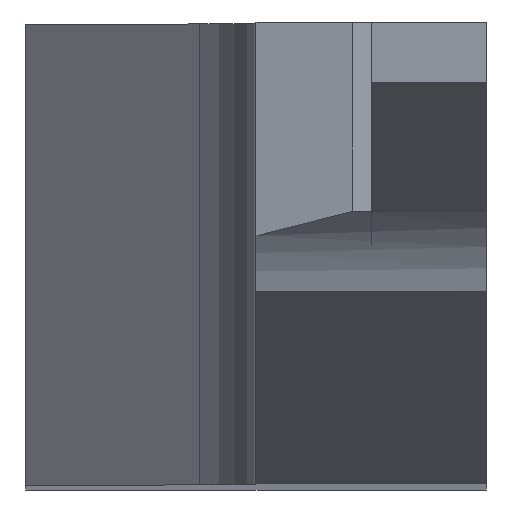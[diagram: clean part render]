
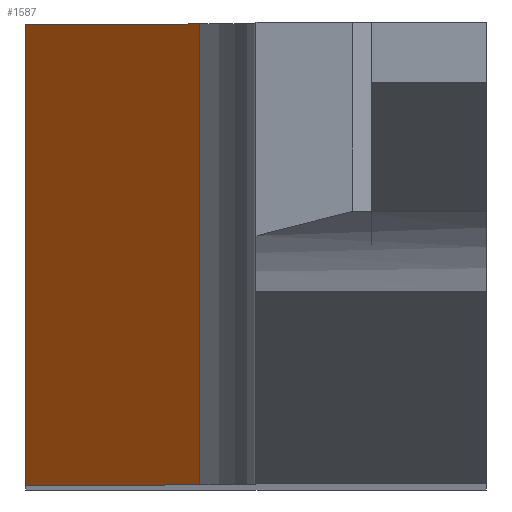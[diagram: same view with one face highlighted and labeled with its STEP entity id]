
A CAD part, top view. The second image highlights one B-rep face of the part: STEP entity #1587.
In plain terms, the highlighted planar face has unit normal (-0.707, 0, 0.707).
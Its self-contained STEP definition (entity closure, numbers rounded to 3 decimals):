
#2 = VERTEX_POINT ( 'NONE', #2132 ) ;
#141 = ORIENTED_EDGE ( 'NONE', *, *, #1123, .F. ) ;
#169 = VERTEX_POINT ( 'NONE', #1982 ) ;
#329 = ORIENTED_EDGE ( 'NONE', *, *, #1855, .T. ) ;
#346 = CARTESIAN_POINT ( 'NONE',  ( -35.464, 12., -64.536 ) ) ;
#352 = VECTOR ( 'NONE', #1029, 1000. ) ;
#377 = EDGE_CURVE ( 'NONE', #1232, #169, #2078, .T. ) ;
#486 = DIRECTION ( 'NONE',  ( -0.707, 0., -0.707 ) ) ;
#578 = ORIENTED_EDGE ( 'NONE', *, *, #2028, .T. ) ;
#699 = PLANE ( 'NONE',  #1844 ) ;
#761 = CARTESIAN_POINT ( 'NONE',  ( 0., 138.787, -29.071 ) ) ;
#776 = ORIENTED_EDGE ( 'NONE', *, *, #377, .T. ) ;
#818 = VERTEX_POINT ( 'NONE', #1115 ) ;
#940 = DIRECTION ( 'NONE',  ( 0., -1., 0. ) ) ;
#1029 = DIRECTION ( 'NONE',  ( 0.707, 0., 0.707 ) ) ;
#1113 = LINE ( 'NONE', #1648, #352 ) ;
#1115 = CARTESIAN_POINT ( 'NONE',  ( 4.536, 0., -24.536 ) ) ;
#1123 = EDGE_CURVE ( 'NONE', #2, #818, #1865, .T. ) ;
#1232 = VERTEX_POINT ( 'NONE', #1626 ) ;
#1285 = DIRECTION ( 'NONE',  ( -0.707, 0., -0.707 ) ) ;
#1288 = VECTOR ( 'NONE', #1285, 1000. ) ;
#1291 = CARTESIAN_POINT ( 'NONE',  ( 0., 138.787, -29.071 ) ) ;
#1415 = FACE_OUTER_BOUND ( 'NONE', #1486, .T. ) ;
#1486 = EDGE_LOOP ( 'NONE', ( #141, #578, #776, #329 ) ) ;
#1578 = LINE ( 'NONE', #346, #1288 ) ;
#1587 = ADVANCED_FACE ( 'NONE', ( #1415 ), #699, .F. ) ;
#1626 = CARTESIAN_POINT ( 'NONE',  ( 0., 12., -29.071 ) ) ;
#1646 = VECTOR ( 'NONE', #940, 1000. ) ;
#1648 = CARTESIAN_POINT ( 'NONE',  ( -35.464, 0., -64.536 ) ) ;
#1673 = DIRECTION ( 'NONE',  ( 0.707, 0., -0.707 ) ) ;
#1745 = DIRECTION ( 'NONE',  ( 0., -1., 0. ) ) ;
#1844 = AXIS2_PLACEMENT_3D ( 'NONE', #761, #1673, #486 ) ;
#1855 = EDGE_CURVE ( 'NONE', #169, #818, #1113, .T. ) ;
#1863 = CARTESIAN_POINT ( 'NONE',  ( 4.536, 138.787, -24.536 ) ) ;
#1865 = LINE ( 'NONE', #1863, #1646 ) ;
#1982 = CARTESIAN_POINT ( 'NONE',  ( 0., 0., -29.071 ) ) ;
#2028 = EDGE_CURVE ( 'NONE', #2, #1232, #1578, .T. ) ;
#2054 = VECTOR ( 'NONE', #1745, 1000. ) ;
#2078 = LINE ( 'NONE', #1291, #2054 ) ;
#2132 = CARTESIAN_POINT ( 'NONE',  ( 4.536, 12., -24.536 ) ) ;
